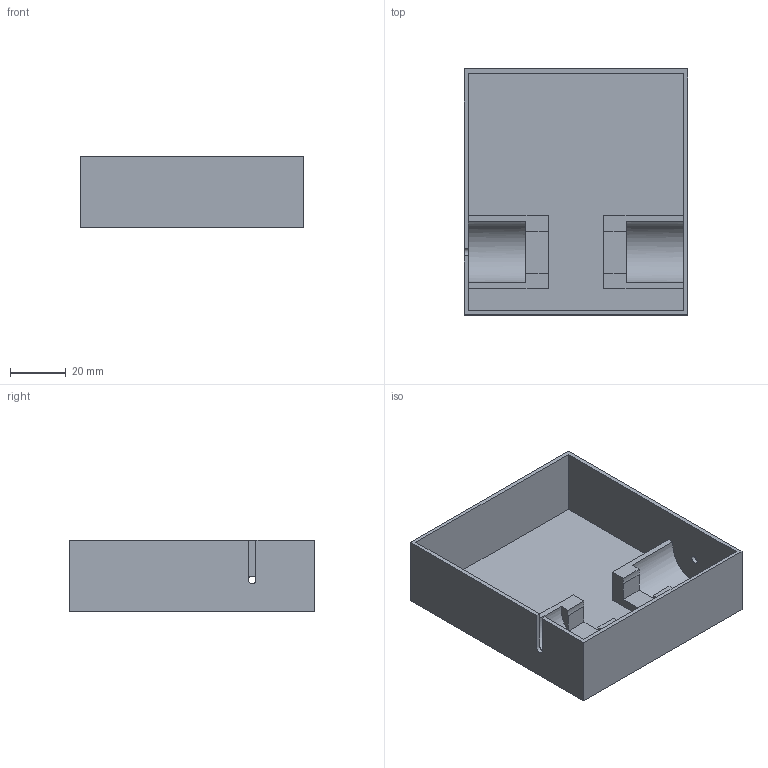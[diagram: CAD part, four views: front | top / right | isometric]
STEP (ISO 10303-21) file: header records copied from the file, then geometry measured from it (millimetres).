
FILE_DESCRIPTION(/* description */ (''),/* implementation_level */ '2;1');
FILE_NAME(/* name */ 'Base 2.0 v7.step',/* time_stamp */ '2018-01-12T14:33:40-05:00',/* author */ ('garg46'),/* organization */ (''),/* preprocessor_version */ 'ST-DEVELOPER v16.13',/* originating_system */ 'Autodesk Translation Framework v6.5.0.72',/* authorisation */ '');
FILE_SCHEMA (('AUTOMOTIVE_DESIGN { 1 0 10303 214 3 1 1 }'));
Length unit declared in the file: millimetre
Products named in the file (1): Base 2.0
Bounding box: 80 x 88 x 25.5 mm (x, y, z)
Volume: 29342.7 mm3; surface area: 33018.5 mm2
Topology: 1 solids, 1 shells, 41 faces, 117 edges, 78 vertices
Faces by surface type: plane 33, cylinder 8
Full cylindrical faces by diameter (mm): 2.78 x1
Entity records: 1364 total; most frequent: CARTESIAN_POINT 237, ORIENTED_EDGE 234, DIRECTION 217, EDGE_CURVE 117, LINE 101, VECTOR 101, VERTEX_POINT 78, AXIS2_PLACEMENT_3D 58
